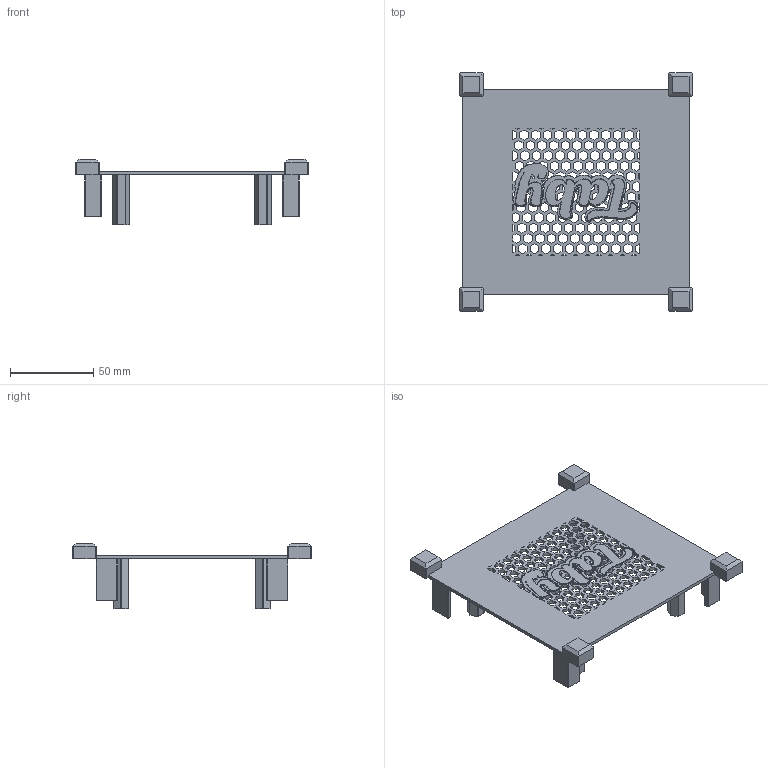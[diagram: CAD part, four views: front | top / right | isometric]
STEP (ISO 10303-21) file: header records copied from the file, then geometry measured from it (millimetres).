
FILE_DESCRIPTION(/* description */ (''),/* implementation_level */ '2;1');
FILE_NAME(/* name */ 'Bottom panel 3u.2 v5.step',/* time_stamp */ '2025-05-22T09:16:01+03:00',/* author */ (''),/* organization */ (''),/* preprocessor_version */ 'ST-DEVELOPER v20.1',/* originating_system */ 'Autodesk Translation Framework v14.4.0.0',/* authorisation */ '');
FILE_SCHEMA (('AUTOMOTIVE_DESIGN { 1 0 10303 214 3 1 1 }'));
Products named in the file (1): Bottom panel 3u.2
Bounding box: 139.5 x 143 x 39.5 mm (x, y, z)
Volume: 47220.6 mm3; surface area: 48361.9 mm2
Topology: 1 solids, 1 shells, 1705 faces, 5296 edges, 3520 vertices
Faces by surface type: plane 1177, bspline 516, cylinder 12
Full cylindrical faces by diameter (mm): 4.5 x4, 5 x4
Entity records: 61490 total; most frequent: CARTESIAN_POINT 19802, ORIENTED_EDGE 10592, DIRECTION 6058, EDGE_CURVE 5296, LINE 3630, VECTOR 3630, VERTEX_POINT 3520, EDGE_LOOP 2072
